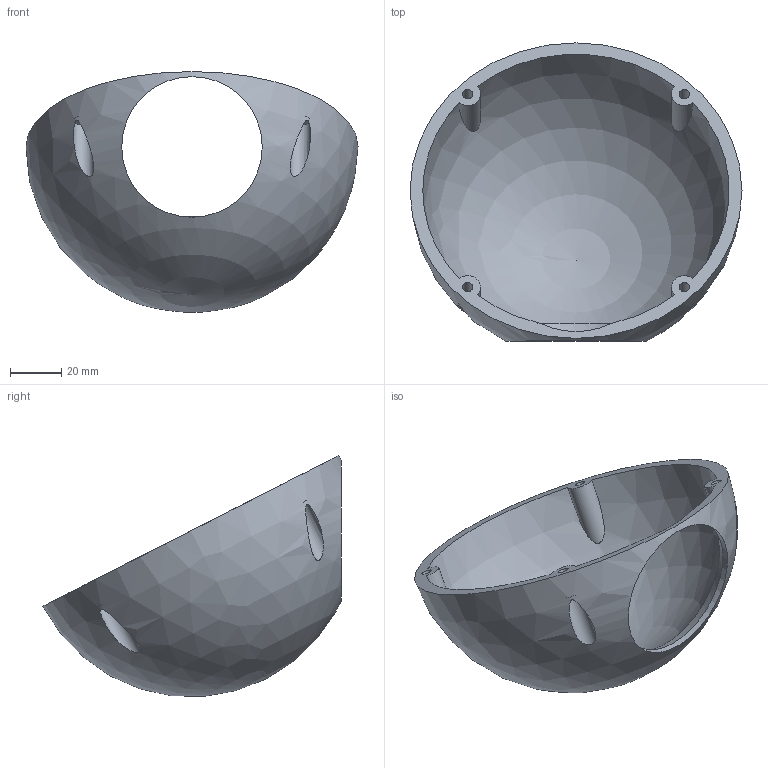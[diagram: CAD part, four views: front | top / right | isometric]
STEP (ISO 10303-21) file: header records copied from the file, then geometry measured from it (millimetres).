
FILE_DESCRIPTION(/* description */ ('','CAx-IF Rec.Pracs.---Representation and Presentation of Product Manufacturing Information (PMI)---4.0---2014-10-13'),/* implementation_level */ '2;1');
FILE_NAME(/* name */ 'Bottom Sphere.step',/* time_stamp */ '2025-03-01T23:58:24+08:00',/* author */ (''),/* organization */ (''),/* preprocessor_version */ 'ST-DEVELOPER v20',/* originating_system */ 'Autodesk Translation Framework v13.20.0.188',/* authorisation */ '');
FILE_SCHEMA (('AP242_MANAGED_MODEL_BASED_3D_ENGINEERING_MIM_LF { 1 0 10303 442 1 1 4 }'));
Length unit declared in the file: millimetre
Products named in the file (1): Bottom Sphere
Bounding box: 130 x 116.81 x 94.29 mm (x, y, z)
Volume: 108516.6 mm3; surface area: 48724.4 mm2
Topology: 1 solids, 1 shells, 21 faces, 54 edges, 37 vertices
Faces by surface type: cylinder 13, plane 5, sphere 2, cone 1
Full cylindrical faces by diameter (mm): 4 x4, 8 x4, 55 x1
Entity records: 995 total; most frequent: CARTESIAN_POINT 429, DIRECTION 112, ORIENTED_EDGE 104, EDGE_CURVE 52, AXIS2_PLACEMENT_3D 51, VERTEX_POINT 37, EDGE_LOOP 35, CIRCLE 29
